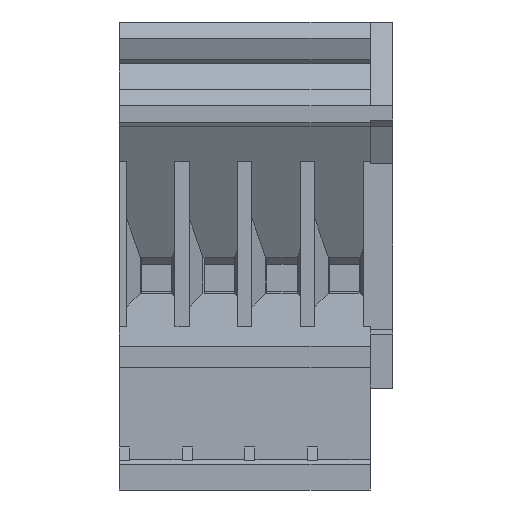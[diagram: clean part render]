
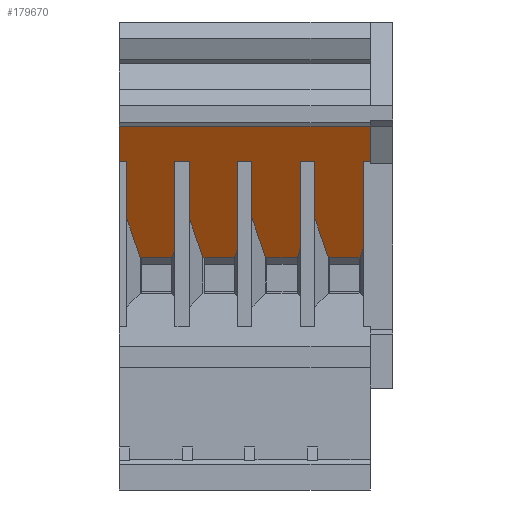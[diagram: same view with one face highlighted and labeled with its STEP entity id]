
A CAD part, front view. The second image highlights one B-rep face of the part: STEP entity #179670.
In plain terms, the highlighted face is planar.
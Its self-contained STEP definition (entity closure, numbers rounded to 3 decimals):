
#5660=CARTESIAN_POINT('',(44.792,42.272,-19.19));
#5670=VERTEX_POINT('',#5660);
#5700=CARTESIAN_POINT('',(0.,15.362,-19.19));
#5710=DIRECTION('',(-0.857,-0.515,0.));
#5720=VECTOR('',#5710,1.);
#5730=LINE('',#5700,#5720);
#5740=CARTESIAN_POINT('',(48.288,44.372,-19.19));
#5750=VERTEX_POINT('',#5740);
#5760=EDGE_CURVE('',#5750,#5670,#5730,.T.);
#15060=CARTESIAN_POINT('',(48.288,44.372,-18.49));
#15070=VERTEX_POINT('',#15060);
#15170=CARTESIAN_POINT('',(48.288,44.372,6.15));
#15180=DIRECTION('',(0.,0.,1.));
#15190=VECTOR('',#15180,1.);
#15200=LINE('',#15170,#15190);
#15210=EDGE_CURVE('',#5750,#15070,#15200,.T.);
#15310=CARTESIAN_POINT('',(0.,15.362,-18.49));
#15320=DIRECTION('',(0.857,0.515,0.));
#15330=VECTOR('',#15320,1.);
#15340=LINE('',#15310,#15330);
#15350=CARTESIAN_POINT('',(53.8,47.683,-18.49));
#15360=VERTEX_POINT('',#15350);
#15370=EDGE_CURVE('',#15070,#15360,#15340,.T.);
#15680=CARTESIAN_POINT('',(57.692,50.022,-17.14)
);
#15690=VERTEX_POINT('',#15680);
#15790=CARTESIAN_POINT('',(0.,15.362,-37.151));
#15800=DIRECTION('',(0.822,0.494,
0.285));
#15810=VECTOR('',#15800,1.);
#15820=LINE('',#15790,#15810);
#15830=EDGE_CURVE('',#15360,#15690,#15820,.T.);
#19340=CARTESIAN_POINT('',(57.692,50.022,-14.04)
);
#19350=VERTEX_POINT('',#19340);
#19480=CARTESIAN_POINT('',(57.692,50.022,6.15));
#19490=DIRECTION('',(0.,0.,-1.));
#19500=VECTOR('',#19490,1.);
#19510=LINE('',#19480,#19500);
#19520=EDGE_CURVE('',#19350,#15690,#19510,.T.);
#162140=CARTESIAN_POINT('',(48.288,44.372,
4.71));
#162150=VERTEX_POINT('',#162140);
#162180=CARTESIAN_POINT('',(48.288,44.372,24.6));
#162190=DIRECTION('',(0.,0.,1.));
#162200=VECTOR('',#162190,1.);
#162210=LINE('',#162180,#162200);
#162220=CARTESIAN_POINT('',(48.288,44.372,5.41));
#162230=VERTEX_POINT('',#162220);
#162240=EDGE_CURVE('',#162150,#162230,#162210,.T.);
#162540=CARTESIAN_POINT('',(57.692,50.022,4.41)
);
#162550=VERTEX_POINT('',#162540);
#165790=CARTESIAN_POINT('',(57.692,50.022,1.31)
);
#165800=VERTEX_POINT('',#165790);
#165830=CARTESIAN_POINT('',(57.692,50.022,24.6));
#165840=DIRECTION('',(0.,0.,-1.));
#165850=VECTOR('',#165840,1.);
#165860=LINE('',#165830,#165850);
#165870=EDGE_CURVE('',#162550,#165800,#165860,.T.);
#166320=CARTESIAN_POINT('',(53.8,47.683,
-0.04));
#166330=VERTEX_POINT('',#166320);
#166360=CARTESIAN_POINT('',(0.,15.362,-18.701));
#166370=DIRECTION('',(0.822,0.494,
0.285));
#166380=VECTOR('',#166370,1.);
#166390=LINE('',#166360,#166380);
#166400=EDGE_CURVE('',#166330,#165800,#166390,.T.);
#166500=CARTESIAN_POINT('',(0.,15.362,-0.04));
#166510=DIRECTION('',(0.857,0.515,0.));
#166520=VECTOR('',#166510,1.);
#166530=LINE('',#166500,#166520);
#166540=CARTESIAN_POINT('',(48.288,44.372,
-0.04));
#166550=VERTEX_POINT('',#166540);
#166560=EDGE_CURVE('',#166550,#166330,#166530,.T.);
#167290=CARTESIAN_POINT('',(0.,15.362,24.421));
#167300=DIRECTION('',(-0.822,-0.494,
0.285));
#167310=VECTOR('',#167300,1.);
#167320=LINE('',#167290,#167310);
#167330=CARTESIAN_POINT('',(56.827,49.502,
4.71));
#167340=VERTEX_POINT('',#167330);
#167350=EDGE_CURVE('',#162550,#167340,#167320,.T.);
#167670=CARTESIAN_POINT('',(0.,15.362,4.71));
#167680=DIRECTION('',(-0.857,-0.515,0.));
#167690=VECTOR('',#167680,1.);
#167700=LINE('',#167670,#167690);
#167710=EDGE_CURVE('',#167340,#162150,#167700,.T.);
#171880=CARTESIAN_POINT('',(57.692,50.022,-1.74
));
#171890=VERTEX_POINT('',#171880);
#172190=CARTESIAN_POINT('',(57.692,50.022,-4.84
));
#172200=VERTEX_POINT('',#172190);
#172230=CARTESIAN_POINT('',(57.692,50.022,18.45));
#172240=DIRECTION('',(0.,0.,-1.));
#172250=VECTOR('',#172240,1.);
#172260=LINE('',#172230,#172250);
#172270=EDGE_CURVE('',#171890,#172200,#172260,.T.);
#172650=CARTESIAN_POINT('',(53.8,47.683,-6.19));
#172660=VERTEX_POINT('',#172650);
#172690=CARTESIAN_POINT('',(0.,15.362,-24.851));
#172700=DIRECTION('',(0.822,0.494,
0.285));
#172710=VECTOR('',#172700,1.);
#172720=LINE('',#172690,#172710);
#172730=EDGE_CURVE('',#172660,#172200,#172720,.T.);
#172830=CARTESIAN_POINT('',(0.,15.362,-6.19));
#172840=DIRECTION('',(0.857,0.515,0.));
#172850=VECTOR('',#172840,1.);
#172860=LINE('',#172830,#172850);
#172870=CARTESIAN_POINT('',(48.288,44.372,
-6.19));
#172880=VERTEX_POINT('',#172870);
#172890=EDGE_CURVE('',#172880,#172660,#172860,.T.);
#176450=CARTESIAN_POINT('',(57.692,50.022,-7.89
));
#176460=VERTEX_POINT('',#176450);
#176760=CARTESIAN_POINT('',(57.692,50.022,-10.99
));
#176770=VERTEX_POINT('',#176760);
#176800=CARTESIAN_POINT('',(57.692,50.022,12.3));
#176810=DIRECTION('',(0.,0.,-1.));
#176820=VECTOR('',#176810,1.);
#176830=LINE('',#176800,#176820);
#176840=EDGE_CURVE('',#176460,#176770,#176830,.T.);
#177220=CARTESIAN_POINT('',(53.8,47.683,-12.34));
#177230=VERTEX_POINT('',#177220);
#177260=CARTESIAN_POINT('',(0.,15.362,-31.001));
#177270=DIRECTION('',(0.822,0.494,
0.285));
#177280=VECTOR('',#177270,1.);
#177290=LINE('',#177260,#177280);
#177300=EDGE_CURVE('',#177230,#176770,#177290,.T.);
#177400=CARTESIAN_POINT('',(0.,15.362,-12.34));
#177410=DIRECTION('',(0.857,0.515,0.));
#177420=VECTOR('',#177410,1.);
#177430=LINE('',#177400,#177420);
#177440=CARTESIAN_POINT('',(48.288,44.372,-12.34));
#177450=VERTEX_POINT('',#177440);
#177460=EDGE_CURVE('',#177450,#177230,#177430,.T.);
#178520=CARTESIAN_POINT('',(0.,15.362,5.971));
#178530=DIRECTION('',(-0.822,-0.494,
0.285));
#178540=VECTOR('',#178530,1.);
#178550=LINE('',#178520,#178540);
#178560=CARTESIAN_POINT('',(56.827,49.502,-13.74));
#178570=VERTEX_POINT('',#178560);
#178580=EDGE_CURVE('',#19350,#178570,#178550,.T.);
#178700=CARTESIAN_POINT('',(57.692,50.022,-13.04));
#178710=DIRECTION('',(-0.515,0.857,
0.));
#178720=DIRECTION('',(0.857,0.515,
0.));
#178730=AXIS2_PLACEMENT_3D('',#178700,#178710,#178720);
#178740=PLANE('',#178730);
#178750=CARTESIAN_POINT('',(0.,15.362,-13.74));
#178760=DIRECTION('',(-0.857,-0.515,0.));
#178770=VECTOR('',#178760,1.);
#178780=LINE('',#178750,#178770);
#178790=CARTESIAN_POINT('',(48.288,44.372,-13.74));
#178800=VERTEX_POINT('',#178790);
#178810=EDGE_CURVE('',#178570,#178800,#178780,.T.);
#178820=ORIENTED_EDGE('',*,*,#178810,.T.);
#178830=ORIENTED_EDGE('',*,*,#178580,.T.);
#178840=ORIENTED_EDGE('',*,*,#19520,.F.);
#178850=ORIENTED_EDGE('',*,*,#15830,.T.);
#178860=ORIENTED_EDGE('',*,*,#15370,.T.);
#178870=ORIENTED_EDGE('',*,*,#15210,.T.);
#178880=ORIENTED_EDGE('',*,*,#5760,.F.);
#178890=CARTESIAN_POINT('',(44.792,42.272,-13.09));
#178900=DIRECTION('',(0.,0.,-1.));
#178910=VECTOR('',#178900,1.);
#178920=LINE('',#178890,#178910);
#178930=CARTESIAN_POINT('',(44.792,42.272,5.41));
#178940=VERTEX_POINT('',#178930);
#178950=EDGE_CURVE('',#178940,#5670,#178920,.T.);
#178960=ORIENTED_EDGE('',*,*,#178950,.T.);
#178970=CARTESIAN_POINT('',(53.692,47.619,5.41));
#178980=DIRECTION('',(-0.857,-0.515,
0.));
#178990=VECTOR('',#178980,1.);
#179000=LINE('',#178970,#178990);
#179010=EDGE_CURVE('',#162230,#178940,#179000,.T.);
#179020=ORIENTED_EDGE('',*,*,#179010,.T.);
#179030=ORIENTED_EDGE('',*,*,#162240,.T.);
#179040=ORIENTED_EDGE('',*,*,#167710,.T.);
#179050=ORIENTED_EDGE('',*,*,#167350,.T.);
#179060=ORIENTED_EDGE('',*,*,#165870,.F.);
#179070=ORIENTED_EDGE('',*,*,#166400,.T.);
#179080=ORIENTED_EDGE('',*,*,#166560,.T.);
#179090=CARTESIAN_POINT('',(48.288,44.372,18.45));
#179100=DIRECTION('',(0.,0.,1.));
#179110=VECTOR('',#179100,1.);
#179120=LINE('',#179090,#179110);
#179130=CARTESIAN_POINT('',(48.288,44.372,
-1.44));
#179140=VERTEX_POINT('',#179130);
#179150=EDGE_CURVE('',#179140,#166550,#179120,.T.);
#179160=ORIENTED_EDGE('',*,*,#179150,.T.);
#179170=CARTESIAN_POINT('',(0.,15.362,-1.44));
#179180=DIRECTION('',(-0.857,-0.515,0.));
#179190=VECTOR('',#179180,1.);
#179200=LINE('',#179170,#179190);
#179210=CARTESIAN_POINT('',(56.827,49.502,
-1.44));
#179220=VERTEX_POINT('',#179210);
#179230=EDGE_CURVE('',#179220,#179140,#179200,.T.);
#179240=ORIENTED_EDGE('',*,*,#179230,.T.);
#179250=CARTESIAN_POINT('',(0.,15.362,18.271));
#179260=DIRECTION('',(-0.822,-0.494,
0.285));
#179270=VECTOR('',#179260,1.);
#179280=LINE('',#179250,#179270);
#179290=EDGE_CURVE('',#171890,#179220,#179280,.T.);
#179300=ORIENTED_EDGE('',*,*,#179290,.T.);
#179310=ORIENTED_EDGE('',*,*,#172270,.F.);
#179320=ORIENTED_EDGE('',*,*,#172730,.T.);
#179330=ORIENTED_EDGE('',*,*,#172890,.T.);
#179340=CARTESIAN_POINT('',(48.288,44.372,12.3));
#179350=DIRECTION('',(0.,0.,1.));
#179360=VECTOR('',#179350,1.);
#179370=LINE('',#179340,#179360);
#179380=CARTESIAN_POINT('',(48.288,44.372,
-7.59));
#179390=VERTEX_POINT('',#179380);
#179400=EDGE_CURVE('',#179390,#172880,#179370,.T.);
#179410=ORIENTED_EDGE('',*,*,#179400,.T.);
#179420=CARTESIAN_POINT('',(0.,15.362,-7.59));
#179430=DIRECTION('',(-0.857,-0.515,0.));
#179440=VECTOR('',#179430,1.);
#179450=LINE('',#179420,#179440);
#179460=CARTESIAN_POINT('',(56.827,49.502,
-7.59));
#179470=VERTEX_POINT('',#179460);
#179480=EDGE_CURVE('',#179470,#179390,#179450,.T.);
#179490=ORIENTED_EDGE('',*,*,#179480,.T.);
#179500=CARTESIAN_POINT('',(0.,15.362,12.121));
#179510=DIRECTION('',(-0.822,-0.494,
0.285));
#179520=VECTOR('',#179510,1.);
#179530=LINE('',#179500,#179520);
#179540=EDGE_CURVE('',#176460,#179470,#179530,.T.);
#179550=ORIENTED_EDGE('',*,*,#179540,.T.);
#179560=ORIENTED_EDGE('',*,*,#176840,.F.);
#179570=ORIENTED_EDGE('',*,*,#177300,.T.);
#179580=ORIENTED_EDGE('',*,*,#177460,.T.);
#179590=CARTESIAN_POINT('',(48.288,44.372,6.15));
#179600=DIRECTION('',(0.,0.,1.));
#179610=VECTOR('',#179600,1.);
#179620=LINE('',#179590,#179610);
#179630=EDGE_CURVE('',#178800,#177450,#179620,.T.);
#179640=ORIENTED_EDGE('',*,*,#179630,.T.);
#179650=EDGE_LOOP('',(#179640,#179580,#179570,#179560,#179550,#179490,
#179410,#179330,#179320,#179310,#179300,#179240,#179160,#179080,#179070,
#179060,#179050,#179040,#179030,#179020,#178960,#178880,#178870,#178860,
#178850,#178840,#178830,#178820));
#179660=FACE_OUTER_BOUND('',#179650,.T.);
#179670=ADVANCED_FACE('',(#179660),#178740,.F.);
